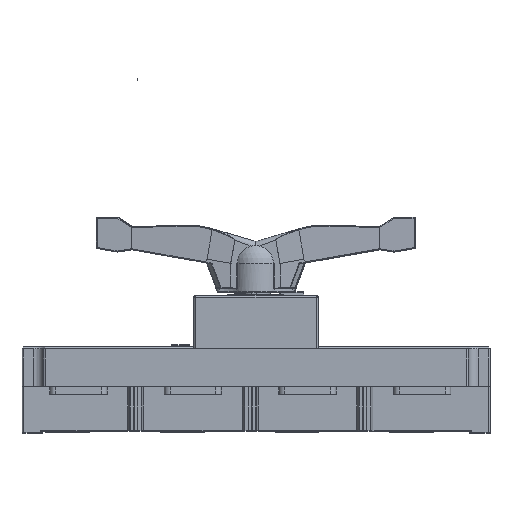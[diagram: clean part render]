
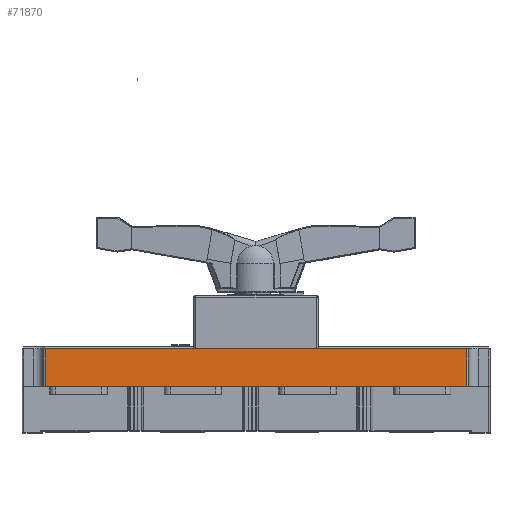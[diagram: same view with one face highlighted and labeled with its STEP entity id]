
A CAD part, top view. The second image highlights one B-rep face of the part: STEP entity #71870.
In plain terms, the highlighted planar face has unit normal (0, 0, 1).
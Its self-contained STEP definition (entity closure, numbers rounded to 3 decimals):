
#47026=DIRECTION('',(1.,0.,0.));
#47027=VECTOR('',#47026,441.);
#47028=CARTESIAN_POINT('',(-220.5,0.,100.));
#47029=LINE('',#47028,#47027);
#48283=DIRECTION('',(-1.,0.,0.));
#48284=VECTOR('',#48283,441.);
#48285=CARTESIAN_POINT('',(220.5,39.586,100.));
#48286=LINE('',#48285,#48284);
#53749=DIRECTION('',(0.,1.,0.));
#53750=VECTOR('',#53749,39.586);
#53751=CARTESIAN_POINT('',(220.5,0.,100.));
#53752=LINE('',#53751,#53750);
#53753=DIRECTION('',(0.,-1.,0.));
#53754=VECTOR('',#53753,39.586);
#53755=CARTESIAN_POINT('',(-220.5,39.586,100.));
#53756=LINE('',#53755,#53754);
#55656=CARTESIAN_POINT('',(-220.5,0.,100.));
#55657=VERTEX_POINT('',#55656);
#55658=CARTESIAN_POINT('',(220.5,0.,100.));
#55659=VERTEX_POINT('',#55658);
#56069=CARTESIAN_POINT('',(-220.5,39.586,100.));
#56071=VERTEX_POINT('',#56069);
#56080=CARTESIAN_POINT('',(220.5,39.586,100.));
#56081=VERTEX_POINT('',#56080);
#71858=CARTESIAN_POINT('',(222.5,40.,100.));
#71859=DIRECTION('',(0.,0.,-1.));
#71860=DIRECTION('',(-1.,0.,0.));
#71861=AXIS2_PLACEMENT_3D('',#71858,#71859,#71860);
#71862=PLANE('',#71861);
#71863=ORIENTED_EDGE('',*,*,#71852,.F.);
#71864=ORIENTED_EDGE('',*,*,#57953,.F.);
#71866=ORIENTED_EDGE('',*,*,#71865,.F.);
#71867=ORIENTED_EDGE('',*,*,#59701,.F.);
#71868=EDGE_LOOP('',(#71863,#71864,#71866,#71867));
#71869=FACE_OUTER_BOUND('',#71868,.F.);
#71870=ADVANCED_FACE('',(#71869),#71862,.F.);
#57953=EDGE_CURVE('',#55657,#55659,#47029,.T.);
#59701=EDGE_CURVE('',#56081,#56071,#48286,.T.);
#71852=EDGE_CURVE('',#55659,#56081,#53752,.T.);
#71865=EDGE_CURVE('',#56071,#55657,#53756,.T.);
